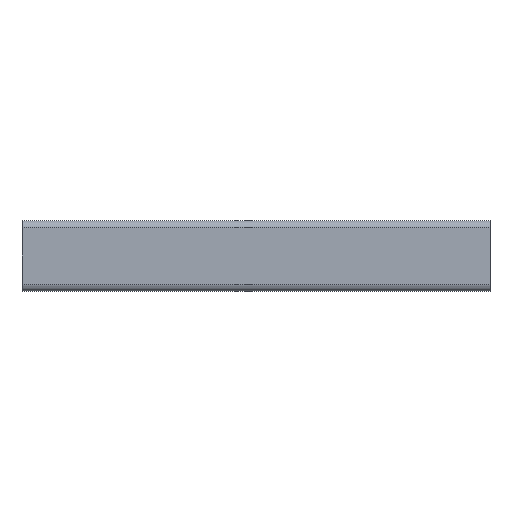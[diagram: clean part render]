
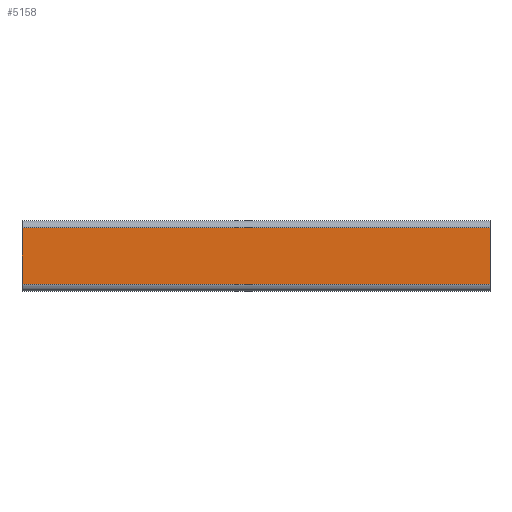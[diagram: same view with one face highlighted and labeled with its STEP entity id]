
A CAD part, left-side view. The second image highlights one B-rep face of the part: STEP entity #5158.
In plain terms, the highlighted planar face has unit normal (-1, 0, 0).
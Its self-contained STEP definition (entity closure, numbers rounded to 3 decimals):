
#83 = FACE_OUTER_BOUND ( 'NONE', #3160, .T. ) ;
#116 = DIRECTION ( 'NONE',  ( -1., 0., 0. ) ) ;
#316 = EDGE_CURVE ( 'NONE', #4662, #2667, #1669, .T. ) ;
#400 = VERTEX_POINT ( 'NONE', #3248 ) ;
#515 = CARTESIAN_POINT ( 'NONE',  ( -15., 200., 12. ) ) ;
#991 = CARTESIAN_POINT ( 'NONE',  ( -15., 0., -12. ) ) ;
#1131 = AXIS2_PLACEMENT_3D ( 'NONE', #3880, #116, #3443 ) ;
#1258 = ORIENTED_EDGE ( 'NONE', *, *, #316, .T. ) ;
#1490 = VECTOR ( 'NONE', #4543, 1000. ) ;
#1511 = VECTOR ( 'NONE', #4444, 1000. ) ;
#1534 = LINE ( 'NONE', #991, #1794 ) ;
#1669 = LINE ( 'NONE', #3702, #1490 ) ;
#1684 = VERTEX_POINT ( 'NONE', #3013 ) ;
#1720 = EDGE_CURVE ( 'NONE', #1684, #400, #1534, .T. ) ;
#1794 = VECTOR ( 'NONE', #5110, 1000. ) ;
#2222 = ORIENTED_EDGE ( 'NONE', *, *, #1720, .F. ) ;
#2667 = VERTEX_POINT ( 'NONE', #515 ) ;
#2734 = LINE ( 'NONE', #3161, #1511 ) ;
#3013 = CARTESIAN_POINT ( 'NONE',  ( -15., 0., -12. ) ) ;
#3046 = PLANE ( 'NONE',  #1131 ) ;
#3160 = EDGE_LOOP ( 'NONE', ( #3294, #1258, #4966, #2222 ) ) ;
#3161 = CARTESIAN_POINT ( 'NONE',  ( -15., 0., -12. ) ) ;
#3248 = CARTESIAN_POINT ( 'NONE',  ( -15., 200., -12. ) ) ;
#3273 = EDGE_CURVE ( 'NONE', #400, #2667, #5222, .T. ) ;
#3294 = ORIENTED_EDGE ( 'NONE', *, *, #4175, .T. ) ;
#3443 = DIRECTION ( 'NONE',  ( 0., 0., 1. ) ) ;
#3702 = CARTESIAN_POINT ( 'NONE',  ( -15., 0., 12. ) ) ;
#3730 = DIRECTION ( 'NONE',  ( 0., 0., 1. ) ) ;
#3880 = CARTESIAN_POINT ( 'NONE',  ( -15., 0., -12. ) ) ;
#4163 = CARTESIAN_POINT ( 'NONE',  ( -15., 200., 0. ) ) ;
#4175 = EDGE_CURVE ( 'NONE', #1684, #4662, #2734, .T. ) ;
#4176 = VECTOR ( 'NONE', #3730, 1000. ) ;
#4199 = CARTESIAN_POINT ( 'NONE',  ( -15., 0., 12. ) ) ;
#4444 = DIRECTION ( 'NONE',  ( 0., 0., 1. ) ) ;
#4543 = DIRECTION ( 'NONE',  ( 0., 1., 0. ) ) ;
#4662 = VERTEX_POINT ( 'NONE', #4199 ) ;
#4966 = ORIENTED_EDGE ( 'NONE', *, *, #3273, .F. ) ;
#5110 = DIRECTION ( 'NONE',  ( 0., 1., 0. ) ) ;
#5158 = ADVANCED_FACE ( 'NONE', ( #83 ), #3046, .T. ) ;
#5222 = LINE ( 'NONE', #4163, #4176 ) ;
